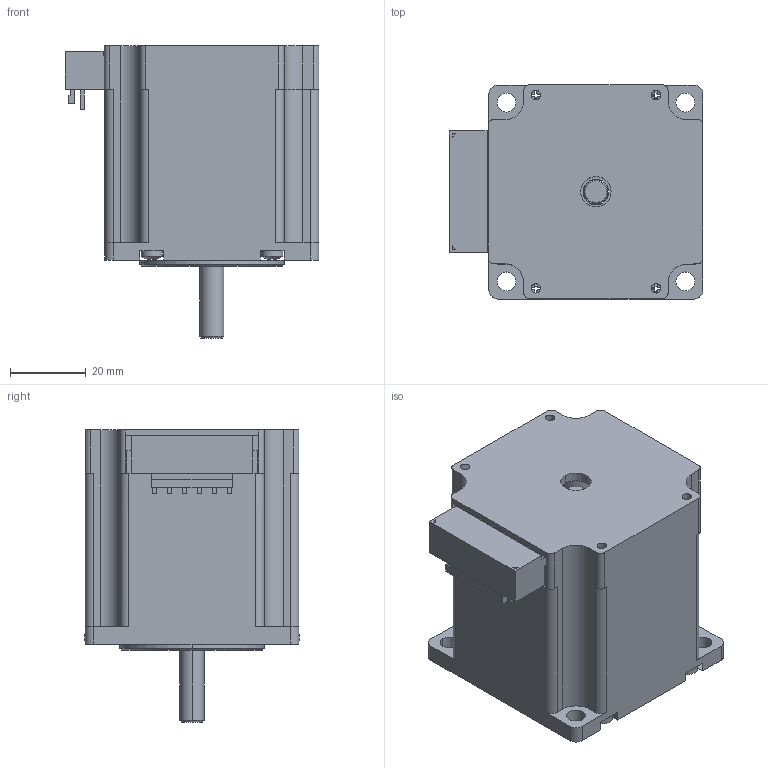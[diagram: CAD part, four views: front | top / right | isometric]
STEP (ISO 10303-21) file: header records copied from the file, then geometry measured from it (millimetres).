
FILE_DESCRIPTION((''),'2;1');
FILE_NAME('FL57STC56-2804AC','2021-03-19T16:25:00',('wuyong'),(''),'CREO PARAMETRIC BY PTC INC, 2017110','CREO PARAMETRIC BY PTC INC, 2017110','');
FILE_SCHEMA(('CONFIG_CONTROL_DESIGN'));
Length unit declared in the file: millimetre
Products named in the file (1): FL57STC56-2804AC
Bounding box: 66.9 x 56.54 x 77.1 mm (x, y, z)
Surface area: 20753.5 mm2 (no closed solid volume)
Topology: 0 solids, 11 shells, 151 faces, 625 edges, 474 vertices
Faces by surface type: plane 88, cylinder 49, sphere 8, cone 6
Entity records: 6734 total; most frequent: CARTESIAN_POINT 1508, DIRECTION 1106, ORIENTED_EDGE 939, EDGE_CURVE 625, VERTEX_POINT 474, VECTOR 412, LINE 412, AXIS2_PLACEMENT_3D 347
